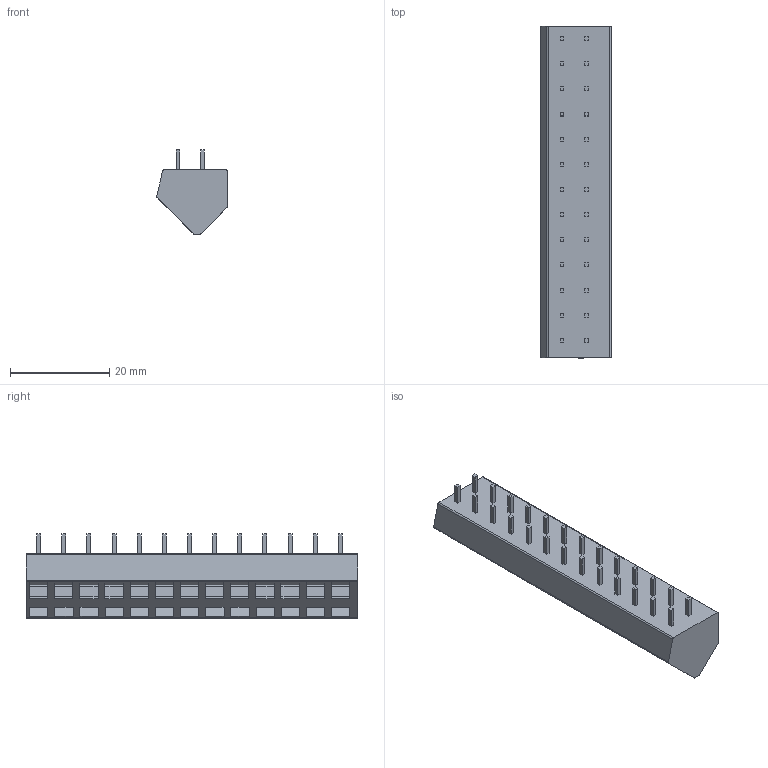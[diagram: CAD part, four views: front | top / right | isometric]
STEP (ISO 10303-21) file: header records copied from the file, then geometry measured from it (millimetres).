
FILE_DESCRIPTION((''),'2;1');
FILE_NAME('PRT0001','2024-09-30T13:39:31',('tluser'),(''),'CREO PARAMETRIC BY PTC INC, 2018100','CREO PARAMETRIC BY PTC INC, 2018100','');
FILE_SCHEMA(('CONFIG_CONTROL_DESIGN'));
Length unit declared in the file: millimetre
Products named in the file (1): PRT0001
Bounding box: 14.27 x 67.04 x 17 mm (x, y, z)
Volume: 8407.5 mm3; surface area: 4805.8 mm2
Topology: 1 solids, 1 shells, 417 faces, 998 edges, 648 vertices
Faces by surface type: plane 411, cylinder 6
Entity records: 11806 total; most frequent: CARTESIAN_POINT 2063, ORIENTED_EDGE 1996, DIRECTION 1844, EDGE_CURVE 998, VECTOR 986, LINE 986, VERTEX_POINT 648, EDGE_LOOP 482
